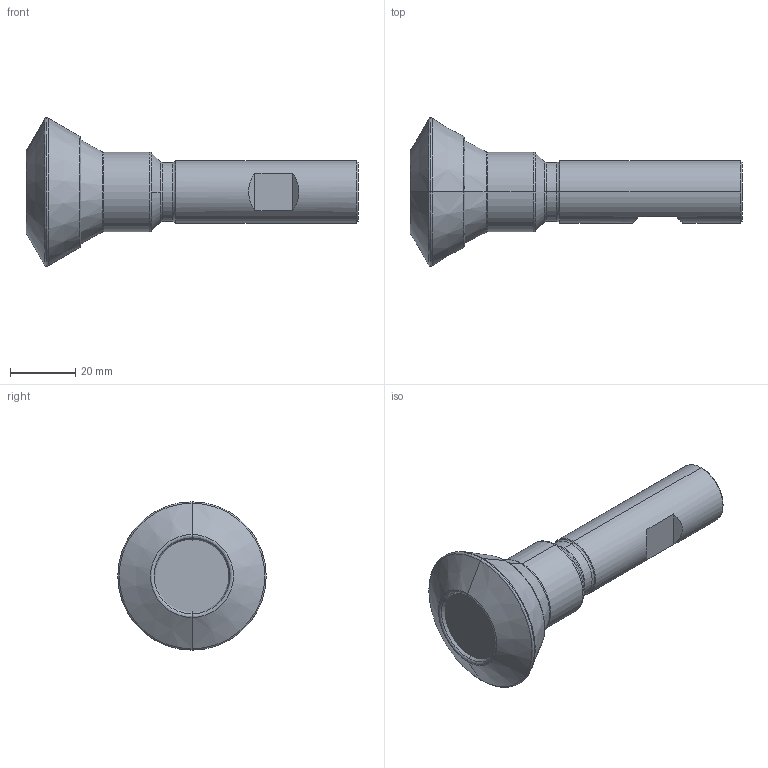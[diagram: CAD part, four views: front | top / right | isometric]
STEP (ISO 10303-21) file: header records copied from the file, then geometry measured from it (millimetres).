
FILE_DESCRIPTION (( 'STEP AP203' ), '1' );
FILE_NAME ('01-0760.STEP', '2024-02-06T17:15:19', ( '' ), ( '' ), 'SwSTEP 2.0', 'SolidWorks 2022', '' );
FILE_SCHEMA (( 'CONFIG_CONTROL_DESIGN' ));
Length unit declared in the file: inch
Products named in the file (3): luol24FC03ACirjx_2; 01-0760; luol24FC03ACirjx
Assembly tree (2 placements, depth 2):
  01-0760
    luol24FC03ACirjx
    luol24FC03ACirjx_2
Bounding box: 101.71 x 45.44 x 45.44 mm (x, y, z)
Volume: 60164 mm3; surface area: 13408.9 mm2
Topology: 2 solids, 2 shells, 57 faces, 118 edges, 63 vertices
Faces by surface type: bspline 22, cone 22, cylinder 8, plane 5
Entity records: 2043 total; most frequent: CARTESIAN_POINT 577, DIRECTION 274, ORIENTED_EDGE 232, AXIS2_PLACEMENT_3D 120, EDGE_CURVE 116, CIRCLE 80, VERTEX_POINT 63, EDGE_LOOP 59
